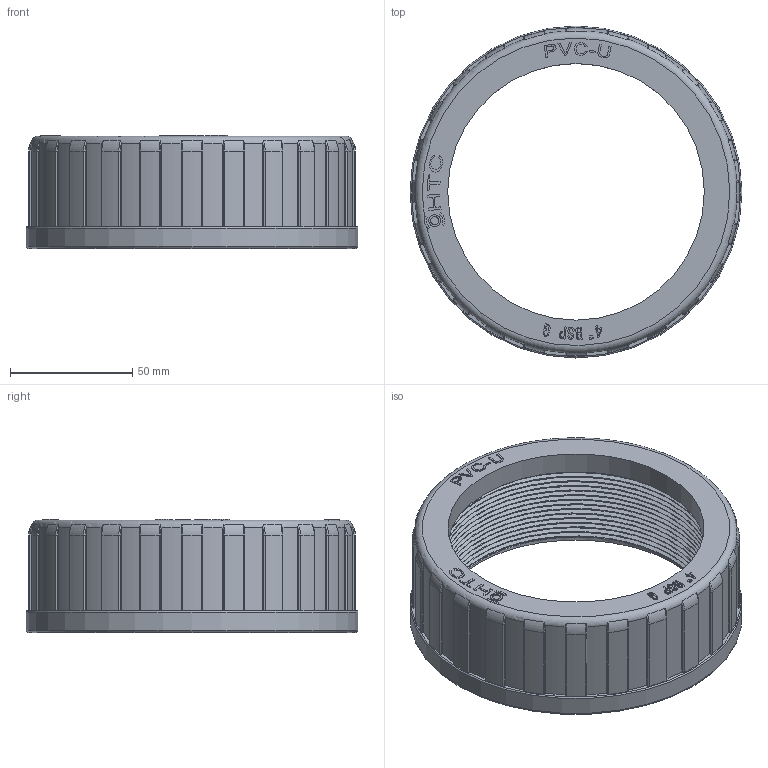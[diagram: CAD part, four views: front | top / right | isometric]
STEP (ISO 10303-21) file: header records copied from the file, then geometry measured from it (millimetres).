
FILE_DESCRIPTION(/* description */ (''),/* implementation_level */ '2;1');
FILE_NAME(/* name */ 'AF0600.COA.090.step',/* time_stamp */ '2026-01-07T08:33:49+01:00',/* author */ (''),/* organization */ (''),/* preprocessor_version */ 'ST-DEVELOPER v20.1',/* originating_system */ 'Autodesk Translation Framework v14.21.0.0',/* authorisation */ '');
FILE_SCHEMA (('AUTOMOTIVE_DESIGN { 1 0 10303 214 3 1 1 }'));
Length unit declared in the file: millimetre
Products named in the file (1): 2026-01-07-06-16-18-690
Bounding box: 136 x 136 x 46.3 mm (x, y, z)
Volume: 202832.9 mm3; surface area: 56402.1 mm2
Topology: 1 solids, 1 shells, 849 faces, 2411 edges, 1590 vertices
Faces by surface type: plane 626, cylinder 136, bspline 60, torus 27
Full cylindrical faces by diameter (mm): 3.32 x1, 4.98 x1, 105.1 x1, 110 x1, 110.072 x14, 113.03 x14, 136 x1
Entity records: 55746 total; most frequent: CARTESIAN_POINT 33954, ORIENTED_EDGE 4822, DIRECTION 4108, EDGE_CURVE 2411, LINE 1882, VECTOR 1882, VERTEX_POINT 1590, AXIS2_PLACEMENT_3D 1113
